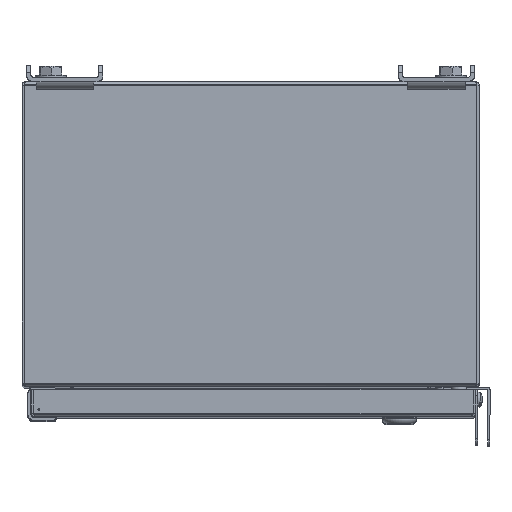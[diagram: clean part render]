
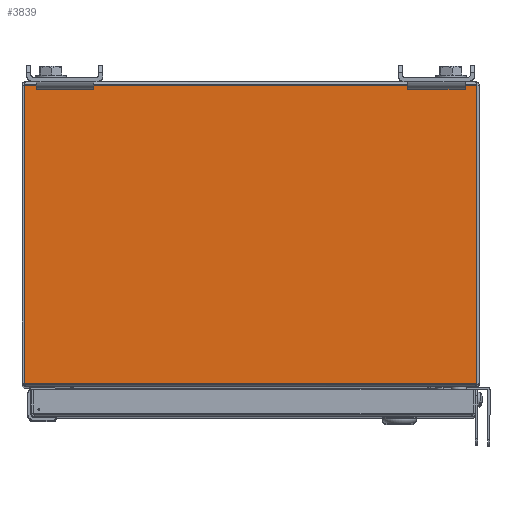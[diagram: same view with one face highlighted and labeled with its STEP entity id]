
A CAD part, top view. The second image highlights one B-rep face of the part: STEP entity #3839.
In plain terms, the highlighted planar face has unit normal (0, 0, 1).
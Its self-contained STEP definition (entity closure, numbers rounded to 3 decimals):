
#3839 = ADVANCED_FACE( '', ( #9372 ), #9373, .F. );
#9372 = FACE_OUTER_BOUND( '', #18787, .T. );
#9373 = PLANE( '', #18788 );
#18787 = EDGE_LOOP( '', ( #58301, #58302, #58303, #58304 ) );
#18788 = AXIS2_PLACEMENT_3D( '', #58305, #58306, #58307 );
#58301 = ORIENTED_EDGE( '', *, *, #83191, .T. );
#58302 = ORIENTED_EDGE( '', *, *, #83192, .T. );
#58303 = ORIENTED_EDGE( '', *, *, #83193, .F. );
#58304 = ORIENTED_EDGE( '', *, *, #83194, .T. );
#58305 = CARTESIAN_POINT( '', ( 1053.948, 0., 304.8 ) );
#58306 = DIRECTION( '', ( 0., 0., -1. ) );
#58307 = DIRECTION( '', ( 0., 1., 0. ) );
#83191 = EDGE_CURVE( '', #91809, #91810, #91811, .T. );
#83192 = EDGE_CURVE( '', #91810, #91812, #91813, .T. );
#83193 = EDGE_CURVE( '', #91814, #91812, #91815, .T. );
#83194 = EDGE_CURVE( '', #91814, #91809, #91816, .T. );
#91809 = VERTEX_POINT( '', #105225 );
#91810 = VERTEX_POINT( '', #105226 );
#91811 = LINE( '', #105227, #105228 );
#91812 = VERTEX_POINT( '', #105229 );
#91813 = LINE( '', #105230, #105231 );
#91814 = VERTEX_POINT( '', #105232 );
#91815 = LINE( '', #105233, #105234 );
#91816 = LINE( '', #105235, #105236 );
#105225 = CARTESIAN_POINT( '', ( -150.873, -2.337, 304.8 ) );
#105226 = CARTESIAN_POINT( '', ( -150.873, -200.863, 304.8 ) );
#105227 = CARTESIAN_POINT( '', ( -150.873, -2.337, 304.8 ) );
#105228 = VECTOR( '', #134320, 1000. );
#105229 = CARTESIAN_POINT( '', ( 150.873, -200.863, 304.8 ) );
#105230 = CARTESIAN_POINT( '', ( -150.873, -200.863, 304.8 ) );
#105231 = VECTOR( '', #134321, 1000. );
#105232 = CARTESIAN_POINT( '', ( 150.873, -2.337, 304.8 ) );
#105233 = CARTESIAN_POINT( '', ( 150.873, -2.337, 304.8 ) );
#105234 = VECTOR( '', #134322, 1000. );
#105235 = CARTESIAN_POINT( '', ( 1053.948, -2.337, 304.8 ) );
#105236 = VECTOR( '', #134323, 1000. );
#134320 = DIRECTION( '', ( 0., -1., 0. ) );
#134321 = DIRECTION( '', ( 1., 0., 0. ) );
#134322 = DIRECTION( '', ( 0., -1., 0. ) );
#134323 = DIRECTION( '', ( -1., 0., 0. ) );
